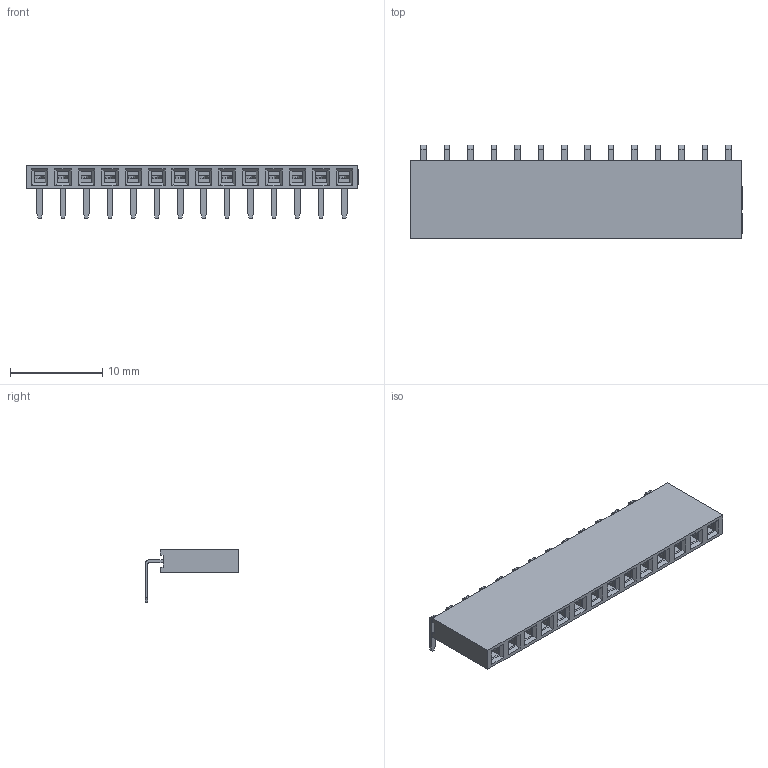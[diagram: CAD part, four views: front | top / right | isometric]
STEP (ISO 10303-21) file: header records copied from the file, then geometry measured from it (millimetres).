
FILE_DESCRIPTION (( 'STEP AP214' ), '1' );
FILE_NAME ('HDR-TH_14P-P2.54-H-F-W10.0-N.STEP', '2022-08-02T07:34:37', ( 'PC' ), ( 'Microsoft' ), 'SwSTEP 2.0', 'SolidWorks 2020', '' );
FILE_SCHEMA (( 'AUTOMOTIVE_DESIGN' ));
Length unit declared in the file: millimetre
Products named in the file (1): HDR-TH_14P-P2.54-H-F-W10.0-N
Bounding box: 35.97 x 10.15 x 5.7 mm (x, y, z)
Volume: 558.7 mm3; surface area: 1673 mm2
Topology: 1 solids, 1 shells, 808 faces, 2137 edges, 1406 vertices
Faces by surface type: plane 682, bspline 98, cylinder 28
Entity records: 33983 total; most frequent: CARTESIAN_POINT 5658, ORIENTED_EDGE 4274, DIRECTION 3415, EDGE_CURVE 2137, VECTOR 1881, LINE 1881, VERTEX_POINT 1406, EDGE_LOOP 883
